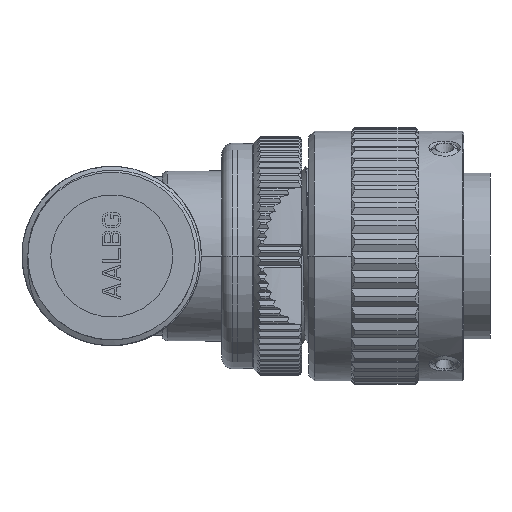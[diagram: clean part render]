
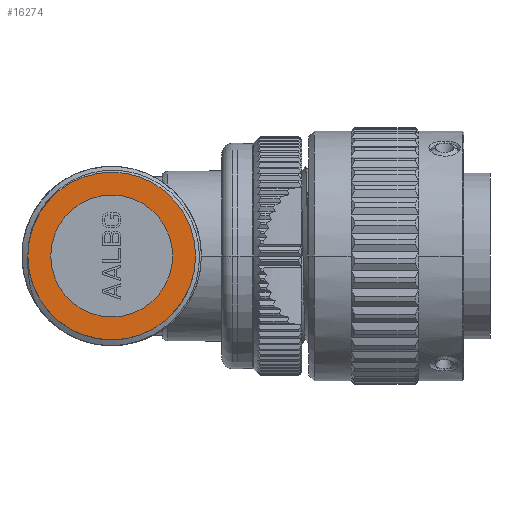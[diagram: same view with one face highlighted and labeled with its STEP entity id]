
A CAD part, front view. The second image highlights one B-rep face of the part: STEP entity #16274.
In plain terms, the highlighted planar face has unit normal (0, -1, 0).
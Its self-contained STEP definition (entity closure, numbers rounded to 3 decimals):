
#415=CARTESIAN_POINT('',(0.,-26.97,0.));
#416=DIRECTION('',(0.,1.,0.));
#417=DIRECTION('',(-1.,0.,0.));
#418=AXIS2_PLACEMENT_3D('',#415,#416,#417);
#420=CARTESIAN_POINT('',(0.,-26.97,0.));
#421=DIRECTION('',(0.,1.,0.));
#422=DIRECTION('',(1.,0.,0.));
#423=AXIS2_PLACEMENT_3D('',#420,#421,#422);
#425=CARTESIAN_POINT('',(0.,-26.97,0.));
#426=DIRECTION('',(0.,1.,0.));
#427=DIRECTION('',(-1.,0.,0.));
#428=AXIS2_PLACEMENT_3D('',#425,#426,#427);
#434=CARTESIAN_POINT('',(0.,-26.97,0.));
#435=DIRECTION('',(0.,1.,0.));
#436=DIRECTION('',(1.,0.,0.));
#437=AXIS2_PLACEMENT_3D('',#434,#435,#436);
#13339=CARTESIAN_POINT('',(11.81,-26.97,0.));
#13341=VERTEX_POINT('',#13339);
#13342=CARTESIAN_POINT('',(-11.81,-26.97,0.));
#13344=VERTEX_POINT('',#13342);
#13380=CARTESIAN_POINT('',(-8.585,-26.97,0.));
#13381=CARTESIAN_POINT('',(8.585,-26.97,0.));
#13382=VERTEX_POINT('',#13380);
#13383=VERTEX_POINT('',#13381);
#16259=CARTESIAN_POINT('',(0.,-26.97,0.));
#16260=DIRECTION('',(0.,-1.,0.));
#16261=DIRECTION('',(-1.,0.,0.));
#16262=AXIS2_PLACEMENT_3D('',#16259,#16260,#16261);
#16263=PLANE('245',#16262);
#16265=ORIENTED_EDGE('1784',*,*,#16264,.T.);
#16267=ORIENTED_EDGE('1787',*,*,#16266,.T.);
#16268=EDGE_LOOP('245',(#16265,#16267));
#16269=FACE_OUTER_BOUND('245',#16268,.F.);
#16270=ORIENTED_EDGE('1816',*,*,#16225,.F.);
#16271=ORIENTED_EDGE('1817',*,*,#16246,.F.);
#16272=EDGE_LOOP('245',(#16270,#16271));
#16273=FACE_BOUND('245',#16272,.F.);
#419=CIRCLE('1816',#418,8.585);
#424=CIRCLE('1817',#423,8.585);
#429=CIRCLE('1784',#428,11.81);
#438=CIRCLE('1787',#437,11.81);
#16225=EDGE_CURVE('1816',#13382,#13383,#419,.T.);
#16246=EDGE_CURVE('1817',#13383,#13382,#424,.T.);
#16264=EDGE_CURVE('1784',#13344,#13341,#429,.T.);
#16266=EDGE_CURVE('1787',#13341,#13344,#438,.T.);
#16274=ADVANCED_FACE('245',(#16269,#16273),#16263,.T.);
